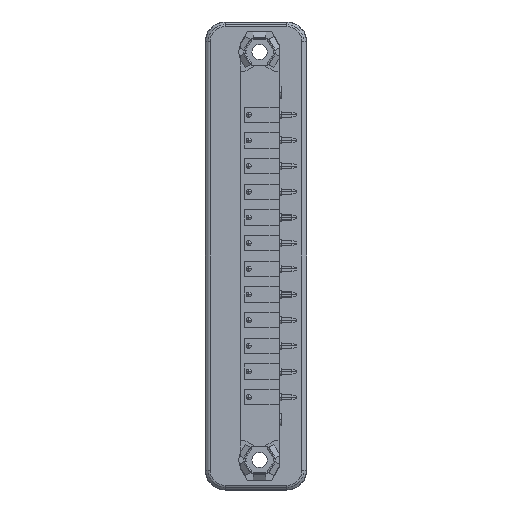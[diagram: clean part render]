
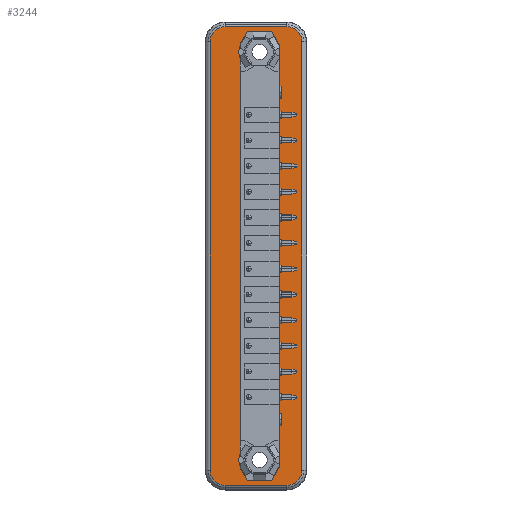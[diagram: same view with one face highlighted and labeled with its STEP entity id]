
A CAD part, left-side view. The second image highlights one B-rep face of the part: STEP entity #3244.
In plain terms, the highlighted planar face has unit normal (-1, 0, 0).
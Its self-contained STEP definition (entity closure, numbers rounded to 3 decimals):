
#3244=ADVANCED_FACE('',(#6778,#6779),#6780,.T.);
#6778=FACE_OUTER_BOUND('',#10509,.T.);
#6779=FACE_BOUND('',#10510,.T.);
#6780=PLANE('',#10511);
#10509=EDGE_LOOP('',(#19631,#19632,#19633,#19634,#19635,#19636,#19637,#19638));
#10510=EDGE_LOOP('',(#19639,#19640,#19641,#19642,#19643,#19644,#19645,#19646,#19647,#19648,#19649,#19650));
#10511=AXIS2_PLACEMENT_3D('',#19651,#19652,#19653);
#19631=ORIENTED_EDGE('',*,*,#25017,.F.);
#19632=ORIENTED_EDGE('',*,*,#25018,.F.);
#19633=ORIENTED_EDGE('',*,*,#24375,.F.);
#19634=ORIENTED_EDGE('',*,*,#23734,.F.);
#19635=ORIENTED_EDGE('',*,*,#25019,.T.);
#19636=ORIENTED_EDGE('',*,*,#25020,.T.);
#19637=ORIENTED_EDGE('',*,*,#23600,.T.);
#19638=ORIENTED_EDGE('',*,*,#23159,.T.);
#19639=ORIENTED_EDGE('',*,*,#23202,.T.);
#19640=ORIENTED_EDGE('',*,*,#22201,.F.);
#19641=ORIENTED_EDGE('',*,*,#23400,.F.);
#19642=ORIENTED_EDGE('',*,*,#24607,.F.);
#19643=ORIENTED_EDGE('',*,*,#22776,.F.);
#19644=ORIENTED_EDGE('',*,*,#23754,.T.);
#19645=ORIENTED_EDGE('',*,*,#23681,.F.);
#19646=ORIENTED_EDGE('',*,*,#22518,.F.);
#19647=ORIENTED_EDGE('',*,*,#23511,.F.);
#19648=ORIENTED_EDGE('',*,*,#21884,.F.);
#19649=ORIENTED_EDGE('',*,*,#24820,.F.);
#19650=ORIENTED_EDGE('',*,*,#24655,.F.);
#19651=CARTESIAN_POINT('',(-1.158,13.348,-70.79));
#19652=DIRECTION('',(-1.0,0.0,0.0));
#19653=DIRECTION('',(0.0,0.0,1.0));
#21884=EDGE_CURVE('',#26197,#26198,#26199,.T.);
#22201=EDGE_CURVE('',#26723,#26719,#26725,.T.);
#22518=EDGE_CURVE('',#27240,#27241,#27242,.T.);
#22776=EDGE_CURVE('',#27638,#27633,#27640,.T.);
#23159=EDGE_CURVE('',#28216,#28217,#28218,.T.);
#23202=EDGE_CURVE('',#28278,#26719,#28279,.T.);
#23400=EDGE_CURVE('',#28562,#26723,#28564,.T.);
#23511=EDGE_CURVE('',#26198,#27240,#28743,.T.);
#23600=EDGE_CURVE('',#28862,#28216,#28863,.T.);
#23681=EDGE_CURVE('',#27241,#28964,#28965,.T.);
#23734=EDGE_CURVE('',#29048,#29050,#29051,.T.);
#23754=EDGE_CURVE('',#27638,#28964,#29075,.T.);
#24375=EDGE_CURVE('',#29050,#29834,#29835,.T.);
#24607=EDGE_CURVE('',#27633,#28562,#30099,.T.);
#24655=EDGE_CURVE('',#28278,#30149,#30150,.T.);
#24820=EDGE_CURVE('',#30149,#26197,#30332,.T.);
#25017=EDGE_CURVE('',#30534,#28217,#30535,.T.);
#25018=EDGE_CURVE('',#29834,#30534,#30536,.T.);
#25019=EDGE_CURVE('',#29048,#30537,#30538,.T.);
#25020=EDGE_CURVE('',#30537,#28862,#30539,.T.);
#26197=VERTEX_POINT('',#32056);
#26198=VERTEX_POINT('',#32057);
#26199=LINE('',#32058,#32059);
#26719=VERTEX_POINT('',#32781);
#26723=VERTEX_POINT('',#32787);
#26725=LINE('',#32790,#32791);
#27240=VERTEX_POINT('',#33566);
#27241=VERTEX_POINT('',#33567);
#27242=CIRCLE('',#33568,4.1);
#27633=VERTEX_POINT('',#34155);
#27638=VERTEX_POINT('',#34162);
#27640=LINE('',#34165,#34166);
#28216=VERTEX_POINT('',#34956);
#28217=VERTEX_POINT('',#34957);
#28218=CIRCLE('',#34958,3.0);
#28278=VERTEX_POINT('',#35040);
#28279=LINE('',#35041,#35042);
#28562=VERTEX_POINT('',#35451);
#28564=LINE('',#35454,#35455);
#28743=LINE('',#35706,#35707);
#28862=VERTEX_POINT('',#35882);
#28863=LINE('',#35883,#35884);
#28964=VERTEX_POINT('',#36060);
#28965=LINE('',#36061,#36062);
#29048=VERTEX_POINT('',#36171);
#29050=VERTEX_POINT('',#36174);
#29051=CIRCLE('',#36175,3.0);
#29075=CIRCLE('',#36210,4.1);
#29834=VERTEX_POINT('',#37293);
#29835=LINE('',#37294,#37295);
#30099=LINE('',#37710,#37711);
#30149=VERTEX_POINT('',#37782);
#30150=LINE('',#37783,#37784);
#30332=LINE('',#38028,#38029);
#30534=VERTEX_POINT('',#38314);
#30535=LINE('',#38315,#38316);
#30536=CIRCLE('',#38317,3.0);
#30537=VERTEX_POINT('',#38318);
#30538=LINE('',#38319,#38320);
#30539=CIRCLE('',#38321,3.0);
#32056=CARTESIAN_POINT('',(-1.158,11.632,3.155));
#32057=CARTESIAN_POINT('',(-1.158,13.048,0.703));
#32058=CARTESIAN_POINT('',(-1.158,21.187,-13.395));
#32059=VECTOR('',#39296,1.0);
#32781=CARTESIAN_POINT('',(-1.158,5.378,-83.252));
#32787=CARTESIAN_POINT('',(-1.158,6.863,-85.825));
#32790=CARTESIAN_POINT('',(-1.158,-5.625,-64.195));
#32791=VECTOR('',#39709,1.0);
#33566=CARTESIAN_POINT('',(-1.158,13.048,0.564));
#33567=CARTESIAN_POINT('',(-1.158,13.048,-2.514));
#33568=AXIS2_PLACEMENT_3D('',#40054,#40055,#40056);
#34155=CARTESIAN_POINT('',(-1.158,13.048,-83.373));
#34162=CARTESIAN_POINT('',(-1.158,13.048,-83.234));
#34165=CARTESIAN_POINT('',(-1.158,13.048,-64.195));
#34166=VECTOR('',#40310,1.0);
#34956=CARTESIAN_POINT('',(-1.158,3.848,-86.695));
#34957=CARTESIAN_POINT('',(-1.158,0.848,-83.695));
#34958=AXIS2_PLACEMENT_3D('',#40771,#40772,#40773);
#35040=CARTESIAN_POINT('',(-1.158,5.378,0.582));
#35041=CARTESIAN_POINT('',(-1.158,5.378,-43.875));
#35042=VECTOR('',#40823,1.0);
#35451=CARTESIAN_POINT('',(-1.158,11.632,-85.825));
#35454=CARTESIAN_POINT('',(-1.158,-32.395,-85.825));
#35455=VECTOR('',#41047,1.0);
#35706=CARTESIAN_POINT('',(-1.158,13.048,-13.395));
#35707=VECTOR('',#41222,1.0);
#35882=CARTESIAN_POINT('',(-1.158,16.048,-86.695));
#35883=CARTESIAN_POINT('',(-1.158,-32.395,-86.695));
#35884=VECTOR('',#41303,1.0);
#36060=CARTESIAN_POINT('',(-1.158,13.048,-80.156));
#36061=CARTESIAN_POINT('',(-1.158,13.048,-64.195));
#36062=VECTOR('',#41385,1.0);
#36171=CARTESIAN_POINT('',(-1.158,19.048,1.025));
#36174=CARTESIAN_POINT('',(-1.158,16.048,4.025));
#36175=AXIS2_PLACEMENT_3D('',#41479,#41480,#41481);
#36210=AXIS2_PLACEMENT_3D('',#41499,#41500,#41501);
#37293=CARTESIAN_POINT('',(-1.158,3.848,4.025));
#37294=CARTESIAN_POINT('',(-1.158,-32.395,4.025));
#37295=VECTOR('',#42096,1.0);
#37710=CARTESIAN_POINT('',(-1.158,24.12,-64.195));
#37711=VECTOR('',#42290,1.0);
#37782=CARTESIAN_POINT('',(-1.158,6.863,3.155));
#37783=CARTESIAN_POINT('',(-1.158,-2.692,-13.395));
#37784=VECTOR('',#42321,1.0);
#38028=CARTESIAN_POINT('',(-1.158,-32.395,3.155));
#38029=VECTOR('',#42453,1.0);
#38314=CARTESIAN_POINT('',(-1.158,0.848,1.025));
#38315=CARTESIAN_POINT('',(-1.158,0.848,-64.195));
#38316=VECTOR('',#42564,1.0);
#38317=AXIS2_PLACEMENT_3D('',#42565,#42566,#42567);
#38318=CARTESIAN_POINT('',(-1.158,19.048,-83.695));
#38319=CARTESIAN_POINT('',(-1.158,19.048,-57.6));
#38320=VECTOR('',#42568,1.0);
#38321=AXIS2_PLACEMENT_3D('',#42569,#42570,#42571);
#39296=DIRECTION('',(0.0,0.5,-0.866));
#39709=DIRECTION('',(0.0,-0.5,0.866));
#40054=CARTESIAN_POINT('',(-1.158,9.248,-0.975));
#40055=DIRECTION('',(-1.0,0.0,0.0));
#40056=DIRECTION('',(0.0,0.,1.0));
#40310=DIRECTION('',(0.0,0.,-1.0));
#40771=CARTESIAN_POINT('',(-1.158,3.848,-83.695));
#40772=DIRECTION('',(-1.0,0.0,0.0));
#40773=DIRECTION('',(0.0,-1.0,0.0));
#40823=DIRECTION('',(0.0,0.0,-1.0));
#41047=DIRECTION('',(0.0,-1.0,0.));
#41222=DIRECTION('',(0.0,0.,-1.0));
#41303=DIRECTION('',(0.0,-1.0,0.0));
#41385=DIRECTION('',(0.0,0.,-1.0));
#41479=CARTESIAN_POINT('',(-1.158,16.048,1.025));
#41480=DIRECTION('',(1.0,0.0,0.0));
#41481=DIRECTION('',(0.0,-1.0,0.0));
#41499=CARTESIAN_POINT('',(-1.158,9.248,-81.695));
#41500=DIRECTION('',(1.0,0.0,0.0));
#41501=DIRECTION('',(0.0,0.,-1.0));
#42096=DIRECTION('',(0.0,-1.0,0.0));
#42290=DIRECTION('',(0.0,-0.5,-0.866));
#42321=DIRECTION('',(0.0,0.5,0.866));
#42453=DIRECTION('',(0.0,1.0,0.));
#42564=DIRECTION('',(0.0,0.0,-1.0));
#42565=CARTESIAN_POINT('',(-1.158,3.848,1.025));
#42566=DIRECTION('',(1.0,0.0,0.0));
#42567=DIRECTION('',(0.0,-1.0,0.0));
#42568=DIRECTION('',(0.0,0.0,-1.0));
#42569=CARTESIAN_POINT('',(-1.158,16.048,-83.695));
#42570=DIRECTION('',(-1.0,0.0,0.0));
#42571=DIRECTION('',(0.0,-1.0,0.0));
